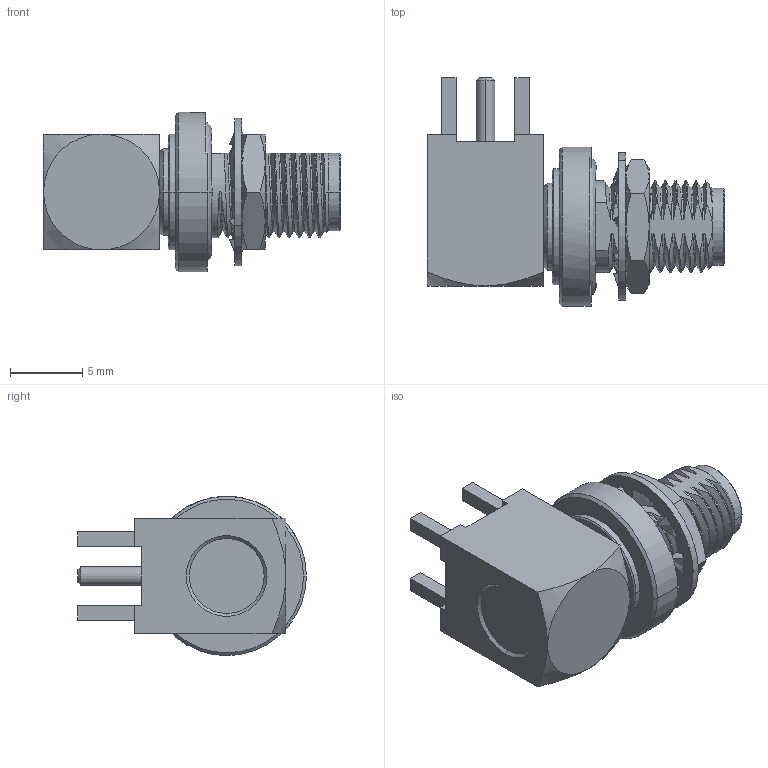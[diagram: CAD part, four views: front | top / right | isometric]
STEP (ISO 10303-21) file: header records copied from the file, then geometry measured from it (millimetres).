
FILE_DESCRIPTION((''),'2;1');
FILE_NAME('132203-18_SW0001','2019-12-24T',('Vijayaragavan'),(''),'CREO PARAMETRIC BY PTC INC, 2018360','CREO PARAMETRIC BY PTC INC, 2018360','');
FILE_SCHEMA(('CONFIG_CONTROL_DESIGN'));
Length unit declared in the file: millimetre
Products named in the file (1): 132203-18_SW0001
Bounding box: 20.5 x 15.79 x 11 mm (x, y, z)
Volume: 1178.9 mm3; surface area: 1281.9 mm2
Topology: 1 solids, 1 shells, 231 faces, 699 edges, 457 vertices
Faces by surface type: bspline 79, plane 69, cylinder 43, cone 40
Entity records: 14619 total; most frequent: CARTESIAN_POINT 8892, ORIENTED_EDGE 1394, DIRECTION 880, EDGE_CURVE 697, VERTEX_POINT 457, VECTOR 332, LINE 332, AXIS2_PLACEMENT_3D 274
